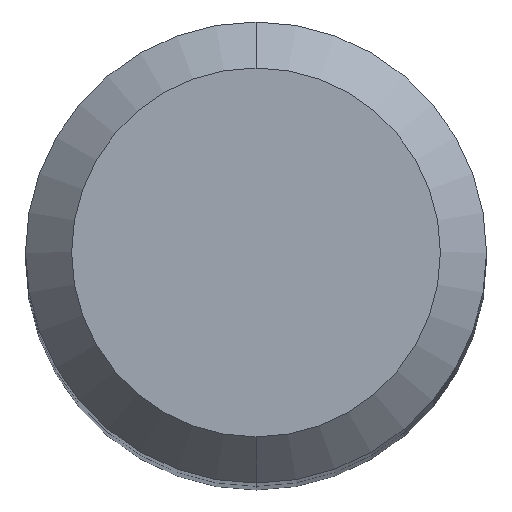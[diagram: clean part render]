
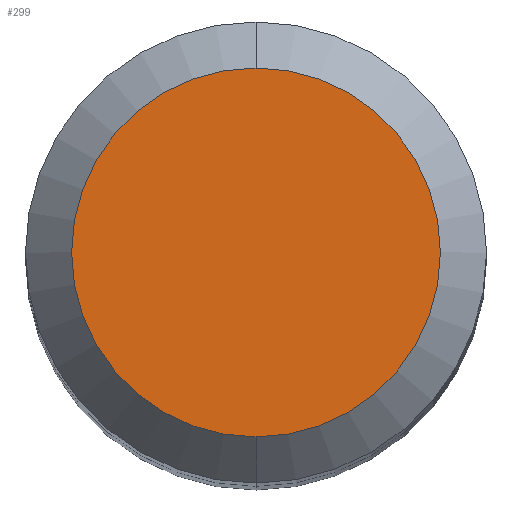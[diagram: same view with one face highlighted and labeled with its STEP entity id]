
A CAD part, top view. The second image highlights one B-rep face of the part: STEP entity #299.
In plain terms, the highlighted planar face has unit normal (0, 0, 1).
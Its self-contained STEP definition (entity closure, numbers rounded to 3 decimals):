
#78=CARTESIAN_POINT('',(0.,0.,40.));
#79=DIRECTION('',(0.,0.,1.));
#80=DIRECTION('',(0.,1.,0.));
#81=AXIS2_PLACEMENT_3D('',#78,#79,#80);
#83=CARTESIAN_POINT('',(0.,0.,40.));
#84=DIRECTION('',(0.,0.,-1.));
#85=DIRECTION('',(0.,1.,0.));
#86=AXIS2_PLACEMENT_3D('',#83,#84,#85);
#185=CARTESIAN_POINT('',(0.,4.,40.));
#187=VERTEX_POINT('',#185);
#189=CARTESIAN_POINT('',(0.,-4.,40.));
#191=VERTEX_POINT('',#189);
#290=CARTESIAN_POINT('',(0.,0.,40.));
#291=DIRECTION('',(0.,0.,-1.));
#292=DIRECTION('',(0.,-1.,0.));
#293=AXIS2_PLACEMENT_3D('',#290,#291,#292);
#294=PLANE('',#293);
#295=ORIENTED_EDGE('',*,*,#255,.F.);
#296=ORIENTED_EDGE('',*,*,#278,.T.);
#297=EDGE_LOOP('',(#295,#296));
#298=FACE_OUTER_BOUND('',#297,.F.);
#82=CIRCLE('',#81,4.);
#87=CIRCLE('',#86,4.);
#255=EDGE_CURVE('',#187,#191,#82,.T.);
#278=EDGE_CURVE('',#187,#191,#87,.T.);
#299=ADVANCED_FACE('',(#298),#294,.F.);
